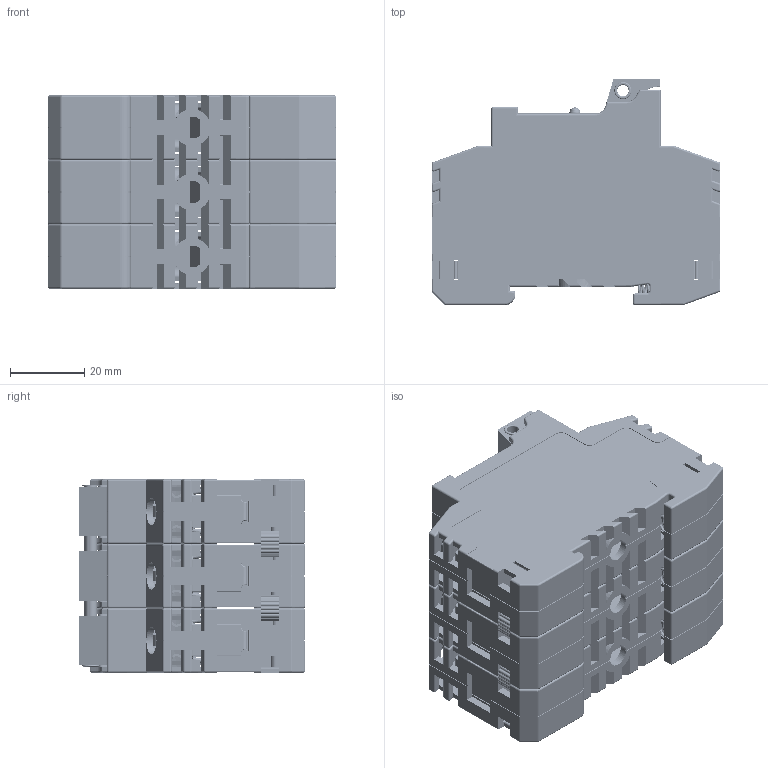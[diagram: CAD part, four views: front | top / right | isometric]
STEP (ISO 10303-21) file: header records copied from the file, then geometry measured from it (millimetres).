
FILE_DESCRIPTION(/* description */ (''),/* implementation_level */ '2;1');
FILE_NAME(/* name */ 'RT18-32X 3P座 三维图202504.stp',/* time_stamp */ '2025-04-09T16:23:37+08:00',/* author */ (''),/* organization */ (''),/* preprocessor_version */ 'ST-DEVELOPER v16',/* originating_system */ 'SIEMENS PLM Software NX 10.0',/* authorisation */ '');
FILE_SCHEMA (('CONFIG_CONTROL_DESIGN'));
Products named in the file (1): RT18-32X 3P (2)
Bounding box: 78 x 61.13 x 52.2 mm (x, y, z)
Volume: 79409.8 mm3; surface area: 128396.9 mm2
Topology: 65 solids, 65 shells, 6489 faces, 18293 edges, 11690 vertices
Faces by surface type: plane 4089, cylinder 1919, torus 184, bspline 135, sphere 108, extrusion 39, cone 15
Full cylindrical faces by diameter (mm): 1.3 x27, 2 x12, 2.1 x12, 3.1 x1, 3.3 x3, 3.4 x3, 3.5 x1, 3.7 x3, 3.8 x3, 4 x9, 4.5 x6, 5 x18, 5.5 x9, 6.5 x9, 6.9 x6, 7.2 x6, 8 x9
Entity records: 261438 total; most frequent: CARTESIAN_POINT 93735, ORIENTED_EDGE 35756, DIRECTION 34161, EDGE_CURVE 17878, VECTOR 12829, LINE 12790, VERTEX_POINT 11635, AXIS2_PLACEMENT_3D 10666
